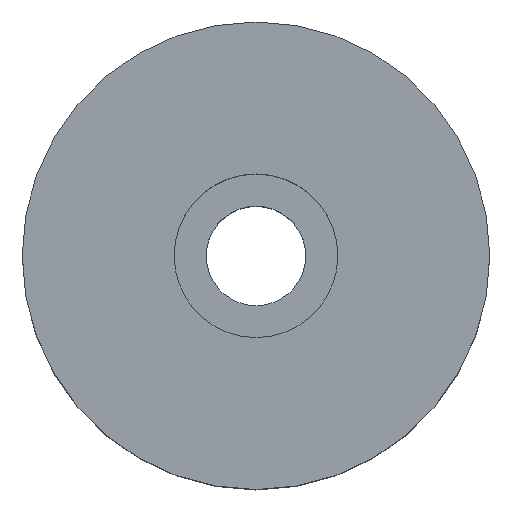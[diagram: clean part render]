
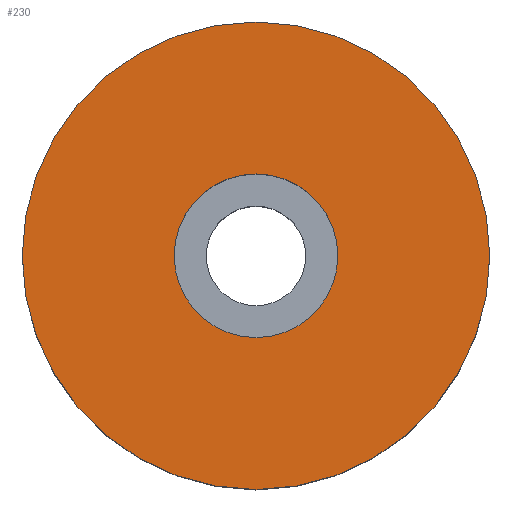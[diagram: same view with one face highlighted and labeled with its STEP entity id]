
A CAD part, top view. The second image highlights one B-rep face of the part: STEP entity #230.
In plain terms, the highlighted planar face has unit normal (0, 0, 1).
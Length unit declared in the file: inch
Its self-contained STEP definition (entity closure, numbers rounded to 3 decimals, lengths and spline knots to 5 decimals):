
#11 = DIRECTION ( 'NONE',  ( 1., 0., 0. ) ) ;
#12 = DIRECTION ( 'NONE',  ( 0., 0., 1. ) ) ;
#13 = CARTESIAN_POINT ( 'NONE',  ( 0., 0., 0. ) ) ;
#14 = AXIS2_PLACEMENT_3D ( 'NONE', #13, #12, #11 ) ;
#15 = PLANE ( 'NONE',  #14 ) ;
#16 = FACE_OUTER_BOUND ( 'NONE', #185, .T. ) ;
#17 = FACE_BOUND ( 'NONE', #184, .T. ) ;
#18 = CARTESIAN_POINT ( 'NONE',  ( -0.21875, 0., 0. ) ) ;
#36 = CIRCLE ( 'NONE', #64, 0.21875 ) ;
#61 = DIRECTION ( 'NONE',  ( 1., 0., 0. ) ) ;
#62 = DIRECTION ( 'NONE',  ( 0., 0., 1. ) ) ;
#63 = CARTESIAN_POINT ( 'NONE',  ( 0., 0., 0. ) ) ;
#64 = AXIS2_PLACEMENT_3D ( 'NONE', #63, #62, #61 ) ;
#69 = CARTESIAN_POINT ( 'NONE',  ( -0.625, 0., 0. ) ) ;
#73 = DIRECTION ( 'NONE',  ( 1., 0., 0. ) ) ;
#74 = DIRECTION ( 'NONE',  ( 0., 0., 1. ) ) ;
#75 = AXIS2_PLACEMENT_3D ( 'NONE', #86, #74, #73 ) ;
#84 = CARTESIAN_POINT ( 'NONE',  ( 0.625, 0., 0. ) ) ;
#85 = CIRCLE ( 'NONE', #75, 0.625 ) ;
#86 = CARTESIAN_POINT ( 'NONE',  ( 0., 0., 0. ) ) ;
#173 = EDGE_CURVE ( 'NONE', #229, #174, #252, .T. ) ;
#174 = VERTEX_POINT ( 'NONE', #247 ) ;
#184 = EDGE_LOOP ( 'NONE', ( #241, #304 ) ) ;
#185 = EDGE_LOOP ( 'NONE', ( #305, #301 ) ) ;
#197 = EDGE_CURVE ( 'NONE', #209, #212, #294, .T. ) ;
#209 = VERTEX_POINT ( 'NONE', #69 ) ;
#211 = EDGE_CURVE ( 'NONE', #212, #209, #85, .T. ) ;
#212 = VERTEX_POINT ( 'NONE', #84 ) ;
#229 = VERTEX_POINT ( 'NONE', #18 ) ;
#230 = ADVANCED_FACE ( 'NONE', ( #17, #16 ), #15, .T. ) ;
#241 = ORIENTED_EDGE ( 'NONE', *, *, #302, .F. ) ;
#247 = CARTESIAN_POINT ( 'NONE',  ( 0.21875, 0., 0. ) ) ;
#248 = DIRECTION ( 'NONE',  ( 1., 0., 0. ) ) ;
#249 = DIRECTION ( 'NONE',  ( 0., 0., 1. ) ) ;
#250 = CARTESIAN_POINT ( 'NONE',  ( 0., 0., 0. ) ) ;
#251 = AXIS2_PLACEMENT_3D ( 'NONE', #250, #249, #248 ) ;
#252 = CIRCLE ( 'NONE', #251, 0.21875 ) ;
#290 = DIRECTION ( 'NONE',  ( 1., 0., 0. ) ) ;
#291 = DIRECTION ( 'NONE',  ( 0., 0., 1. ) ) ;
#292 = CARTESIAN_POINT ( 'NONE',  ( 0., 0., 0. ) ) ;
#293 = AXIS2_PLACEMENT_3D ( 'NONE', #292, #291, #290 ) ;
#294 = CIRCLE ( 'NONE', #293, 0.625 ) ;
#301 = ORIENTED_EDGE ( 'NONE', *, *, #197, .T. ) ;
#302 = EDGE_CURVE ( 'NONE', #174, #229, #36, .T. ) ;
#304 = ORIENTED_EDGE ( 'NONE', *, *, #173, .F. ) ;
#305 = ORIENTED_EDGE ( 'NONE', *, *, #211, .T. ) ;
